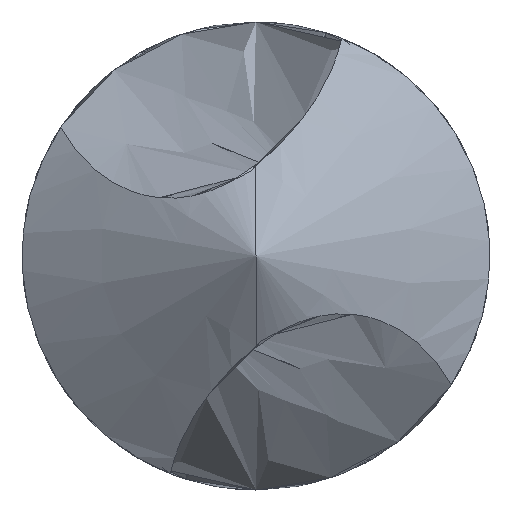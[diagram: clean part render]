
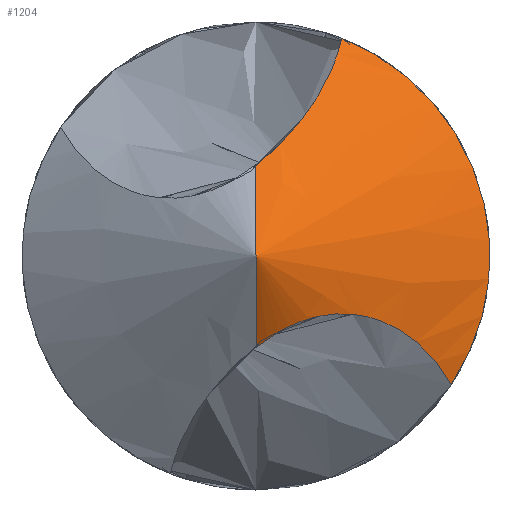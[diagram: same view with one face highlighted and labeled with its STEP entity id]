
A CAD part, front view. The second image highlights one B-rep face of the part: STEP entity #1204.
In plain terms, the highlighted conical face has half-angle 59 degrees and reference radius 1664.28 mm.
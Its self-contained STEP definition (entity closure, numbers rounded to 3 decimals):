
#58 = VERTEX_POINT ( 'NONE', #397 ) ;
#144 = CARTESIAN_POINT ( 'NONE',  ( 0.377, 0.772, 1.23 ) ) ;
#205 = CARTESIAN_POINT ( 'NONE',  ( 0., 0., 0. ) ) ;
#250 = DIRECTION ( 'NONE',  ( 0., 0.515, -0.857 ) ) ;
#279 = FACE_OUTER_BOUND ( 'NONE', #879, .T. ) ;
#358 = CARTESIAN_POINT ( 'NONE',  ( 0.203, 0.64, 1.047 ) ) ;
#382 = CARTESIAN_POINT ( 'NONE',  ( 0.135, 0.473, -0.781 ) ) ;
#395 = CARTESIAN_POINT ( 'NONE',  ( 0.285, 0.448, -0.694 ) ) ;
#397 = CARTESIAN_POINT ( 'NONE',  ( 0., 0.528, -0.878 ) ) ;
#467 = CARTESIAN_POINT ( 'NONE',  ( 1.645, 1.126, -0.897 ) ) ;
#578 = CARTESIAN_POINT ( 'NONE',  ( 0.365, 0.448, -0.655 ) ) ;
#638 = LINE ( 'NONE', #855, #2223 ) ;
#663 = ORIENTED_EDGE ( 'NONE', *, *, #1978, .T. ) ;
#689 = AXIS2_PLACEMENT_3D ( 'NONE', #2850, #1582, #1286 ) ;
#779 = VERTEX_POINT ( 'NONE', #1836 ) ;
#808 = EDGE_CURVE ( 'NONE', #779, #2450, #638, .T. ) ;
#817 = CARTESIAN_POINT ( 'NONE',  ( 0.824, 1.352, 2.094 ) ) ;
#855 = CARTESIAN_POINT ( 'NONE',  ( 0., 0., 0. ) ) ;
#879 = EDGE_LOOP ( 'NONE', ( #1522, #663, #2688, #2806, #2669, #2021 ) ) ;
#907 = EDGE_CURVE ( 'NONE', #2450, #3025, #1756, .T. ) ;
#1041 = VERTEX_POINT ( 'NONE', #2866 ) ;
#1137 = CARTESIAN_POINT ( 'NONE',  ( 0.769, 0.569, -0.554 ) ) ;
#1204 = ADVANCED_FACE ( 'NONE', ( #279 ), #2703, .T. ) ;
#1286 = DIRECTION ( 'NONE',  ( 0., 0., 1. ) ) ;
#1351 = CARTESIAN_POINT ( 'NONE',  ( 0.771, 1.207, 1.855 ) ) ;
#1365 = CARTESIAN_POINT ( 'NONE',  ( 0.824, 1.352, 2.094 ) ) ;
#1390 = EDGE_CURVE ( 'NONE', #2073, #3025, #1530, .T. ) ;
#1471 = CARTESIAN_POINT ( 'NONE',  ( 1.126, 0.765, -0.595 ) ) ;
#1522 = ORIENTED_EDGE ( 'NONE', *, *, #808, .F. ) ;
#1530 = CIRCLE ( 'NONE', #3127, 2.25 ) ;
#1581 = CARTESIAN_POINT ( 'NONE',  ( 0., 0.528, 0.878 ) ) ;
#1582 = DIRECTION ( 'NONE',  ( 0., 1., 0. ) ) ;
#1706 = CARTESIAN_POINT ( 'NONE',  ( 1.78, 1.243, -1.058 ) ) ;
#1737 = CARTESIAN_POINT ( 'NONE',  ( 1.028, 0.706, -0.57 ) ) ;
#1756 = B_SPLINE_CURVE_WITH_KNOTS ( 'NONE', 3,
 ( #1581, #1867, #358, #144, #2849, #2359, #1351, #1365 ),
 .UNSPECIFIED., .F., .F.,
 ( 4, 2, 2, 4 ),
 ( 0.006, 0.006, 0.007, 0.008 ),
 .UNSPECIFIED. ) ;
#1836 = CARTESIAN_POINT ( 'NONE',  ( 0., 0., 0. ) ) ;
#1842 = CARTESIAN_POINT ( 'NONE',  ( 0.609, 0.502, -0.575 ) ) ;
#1859 = CARTESIAN_POINT ( 'NONE',  ( 0.065, 0.498, -0.829 ) ) ;
#1867 = CARTESIAN_POINT ( 'NONE',  ( 0.107, 0.577, 0.959 ) ) ;
#1952 = CARTESIAN_POINT ( 'NONE',  ( 1.403, 0.947, -0.72 ) ) ;
#1978 = EDGE_CURVE ( 'NONE', #779, #58, #2469, .T. ) ;
#2021 = ORIENTED_EDGE ( 'NONE', *, *, #907, .F. ) ;
#2073 = VERTEX_POINT ( 'NONE', #3086 ) ;
#2152 = CARTESIAN_POINT ( 'NONE',  ( 0.848, 0.608, -0.553 ) ) ;
#2162 = DIRECTION ( 'NONE',  ( 0., 0., 1. ) ) ;
#2167 = CARTESIAN_POINT ( 'NONE',  ( 0.924, 0.65, -0.56 ) ) ;
#2223 = VECTOR ( 'NONE', #2911, 1000. ) ;
#2320 = EDGE_CURVE ( 'NONE', #1041, #58, #2955, .T. ) ;
#2359 = CARTESIAN_POINT ( 'NONE',  ( 0.664, 1.056, 1.629 ) ) ;
#2365 = CARTESIAN_POINT ( 'NONE',  ( 0.527, 0.475, -0.596 ) ) ;
#2450 = VERTEX_POINT ( 'NONE', #2873 ) ;
#2469 = LINE ( 'NONE', #205, #2816 ) ;
#2591 = B_SPLINE_CURVE_WITH_KNOTS ( 'NONE', 3,
 ( #2723, #1706, #467, #1952, #2988, #1471, #1737, #2167 ),
 .UNSPECIFIED., .F., .F.,
 ( 4, 2, 2, 4 ),
 ( 0.004, 0.004, 0.005, 0.005 ),
 .UNSPECIFIED. ) ;
#2669 = ORIENTED_EDGE ( 'NONE', *, *, #1390, .T. ) ;
#2688 = ORIENTED_EDGE ( 'NONE', *, *, #2320, .F. ) ;
#2697 = CARTESIAN_POINT ( 'NONE',  ( 0., 1.352, 0. ) ) ;
#2703 = CONICAL_SURFACE ( 'NONE', #689, 1664.279, 1.03 ) ;
#2723 = CARTESIAN_POINT ( 'NONE',  ( 1.877, 1.352, -1.24 ) ) ;
#2731 = EDGE_CURVE ( 'NONE', #2073, #1041, #2591, .T. ) ;
#2806 = ORIENTED_EDGE ( 'NONE', *, *, #2731, .F. ) ;
#2816 = VECTOR ( 'NONE', #250, 1000. ) ;
#2849 = CARTESIAN_POINT ( 'NONE',  ( 0.455, 0.842, 1.326 ) ) ;
#2850 = CARTESIAN_POINT ( 'NONE',  ( 0., 1000., 0. ) ) ;
#2866 = CARTESIAN_POINT ( 'NONE',  ( 0.924, 0.65, -0.56 ) ) ;
#2873 = CARTESIAN_POINT ( 'NONE',  ( 0., 0.528, 0.878 ) ) ;
#2902 = CARTESIAN_POINT ( 'NONE',  ( 0., 0.528, -0.878 ) ) ;
#2911 = DIRECTION ( 'NONE',  ( 0., 0.515, 0.857 ) ) ;
#2955 = B_SPLINE_CURVE_WITH_KNOTS ( 'NONE', 3,
 ( #3101, #2152, #1137, #1842, #2365, #578, #395, #382, #1859, #2902 ),
 .UNSPECIFIED., .F., .F.,
 ( 4, 2, 2, 2, 4 ),
 ( 0.005, 0.005, 0.006, 0.006, 0.006 ),
 .UNSPECIFIED. ) ;
#2988 = CARTESIAN_POINT ( 'NONE',  ( 1.314, 0.886, -0.67 ) ) ;
#3025 = VERTEX_POINT ( 'NONE', #817 ) ;
#3086 = CARTESIAN_POINT ( 'NONE',  ( 1.877, 1.352, -1.24 ) ) ;
#3101 = CARTESIAN_POINT ( 'NONE',  ( 0.924, 0.65, -0.56 ) ) ;
#3127 = AXIS2_PLACEMENT_3D ( 'NONE', #2697, #3195, #2162 ) ;
#3195 = DIRECTION ( 'NONE',  ( 0., -1., 0. ) ) ;
